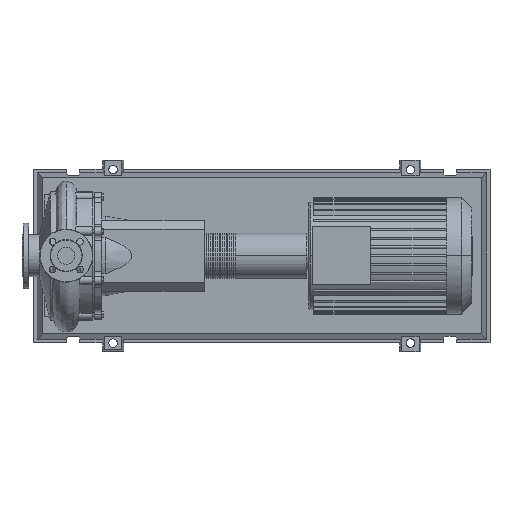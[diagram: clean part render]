
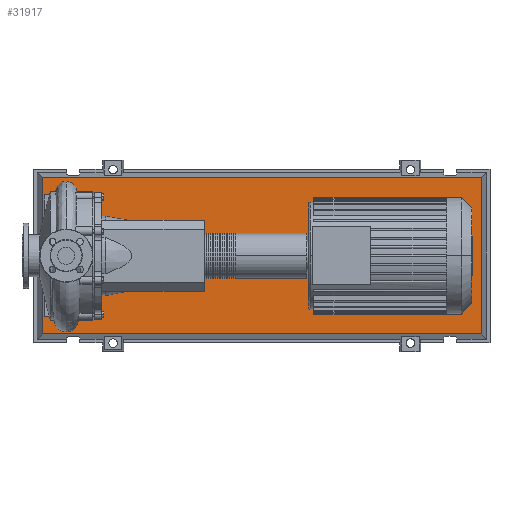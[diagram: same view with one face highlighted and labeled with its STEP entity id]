
A CAD part, top view. The second image highlights one B-rep face of the part: STEP entity #31917.
In plain terms, the highlighted planar face has unit normal (0, 0, 1).
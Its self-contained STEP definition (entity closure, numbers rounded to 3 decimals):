
#31598=CARTESIAN_POINT('',(1172.971,-220.471,103.0));
#31599=VERTEX_POINT('',#31598);
#31606=CARTESIAN_POINT('',(-67.971,-220.471,103.0));
#31607=VERTEX_POINT('',#31606);
#31608=CARTESIAN_POINT('',(1172.971,-220.471,103.0));
#31609=DIRECTION('',(-1.0,0.0,0.0));
#31610=VECTOR('',#31609,1240.941);
#31611=LINE('',#31608,#31610);
#31612=EDGE_CURVE('',#31599,#31607,#31611,.T.);
#31830=CARTESIAN_POINT('',(1172.971,220.471,103.0));
#31831=VERTEX_POINT('',#31830);
#31832=CARTESIAN_POINT('',(1172.971,220.471,103.0));
#31833=DIRECTION('',(0.0,-1.0,0.0));
#31834=VECTOR('',#31833,440.941);
#31835=LINE('',#31832,#31834);
#31836=EDGE_CURVE('',#31831,#31599,#31835,.T.);
#31854=CARTESIAN_POINT('',(-67.971,220.471,103.0));
#31855=VERTEX_POINT('',#31854);
#31856=CARTESIAN_POINT('',(-67.971,-220.471,103.0));
#31857=DIRECTION('',(0.0,1.0,0.0));
#31858=VECTOR('',#31857,440.941);
#31859=LINE('',#31856,#31858);
#31860=EDGE_CURVE('',#31607,#31855,#31859,.T.);
#31893=CARTESIAN_POINT('',(-67.971,220.471,103.0));
#31894=DIRECTION('',(1.0,0.0,0.0));
#31895=VECTOR('',#31894,1240.941);
#31896=LINE('',#31893,#31895);
#31897=EDGE_CURVE('',#31855,#31831,#31896,.T.);
#31906=CARTESIAN_POINT('',(552.5,0.,103.0));
#31907=DIRECTION('',(0.0,0.0,1.0));
#31908=DIRECTION('',(1.0,0.0,0.0));
#31909=AXIS2_PLACEMENT_3D('',#31906,#31907,#31908);
#31910=PLANE('',#31909);
#31911=ORIENTED_EDGE('',*,*,#31836,.F.);
#31912=ORIENTED_EDGE('',*,*,#31897,.F.);
#31913=ORIENTED_EDGE('',*,*,#31860,.F.);
#31914=ORIENTED_EDGE('',*,*,#31612,.F.);
#31915=EDGE_LOOP('',(#31911,#31912,#31913,#31914));
#31916=FACE_OUTER_BOUND('',#31915,.T.);
#31917=ADVANCED_FACE('',(#31916),#31910,.T.);
